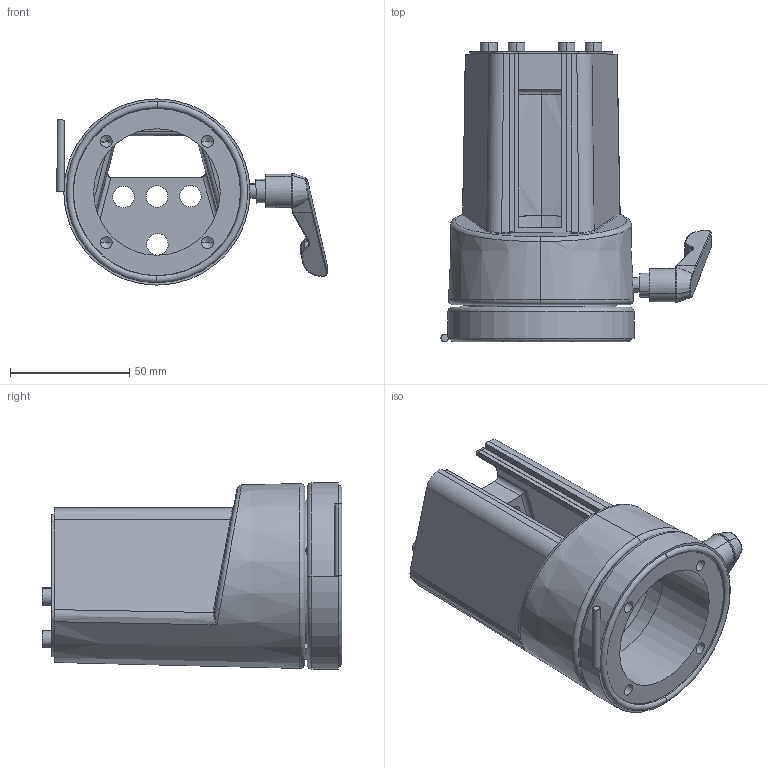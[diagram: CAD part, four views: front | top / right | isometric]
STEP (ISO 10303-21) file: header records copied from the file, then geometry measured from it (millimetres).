
FILE_DESCRIPTION (( 'STEP AP203' ), '1' );
FILE_NAME ('49457300.STEP', '2013-07-25T06:18:52', ( 'fem' ), ( 'Hewlett-Packard Company' ), 'SwSTEP 2.0', 'SolidWorks 2011', '' );
FILE_SCHEMA (( 'CONFIG_CONTROL_DESIGN' ));
Length unit declared in the file: millimetre
Products named in the file (12): 49457300; 93345; 82003_Kuppl. GTK el.; 94459; 83151; 82306; 84129; 94561; 84128; 84130; 84127; 12457
Assembly tree (12 placements, depth 2):
  49457300
    84128
    12457
    84127
    82003_Kuppl. GTK el.
    93345  x2
    94459
    94561
    84129
    83151
    82306
    84130
Bounding box: 113.14 x 125.5 x 78 mm (x, y, z)
Volume: 184722.9 mm3; surface area: 91734.2 mm2
Topology: 13 solids, 13 shells, 416 faces, 1007 edges, 607 vertices
Faces by surface type: cylinder 187, plane 106, bspline 55, cone 40, torus 14, sphere 14
Entity records: 14948 total; most frequent: CARTESIAN_POINT 4736, ORIENTED_EDGE 1898, DIRECTION 1858, EDGE_CURVE 949, AXIS2_PLACEMENT_3D 735, VERTEX_POINT 582, EDGE_LOOP 453, ADVANCED_FACE 400
